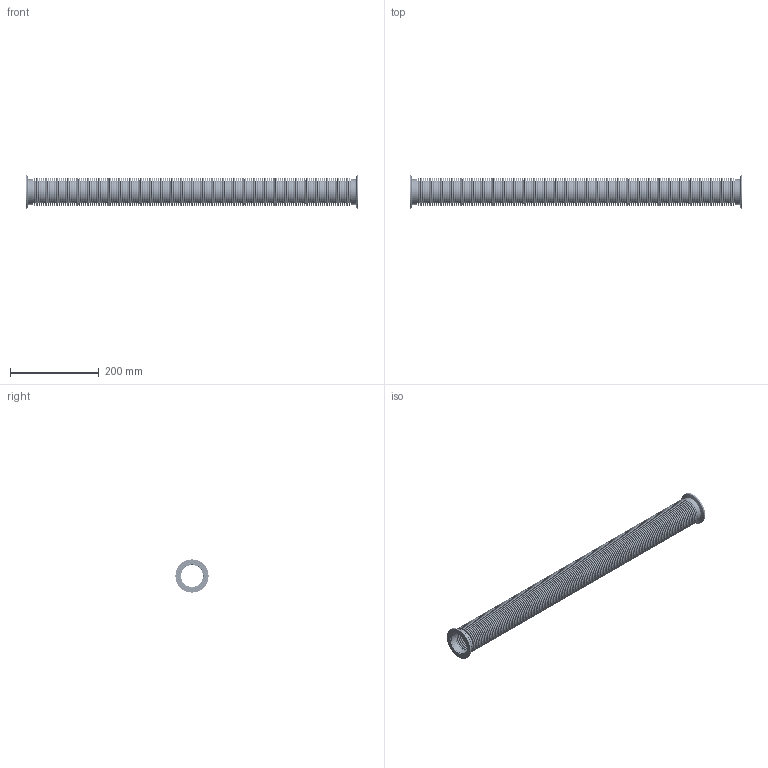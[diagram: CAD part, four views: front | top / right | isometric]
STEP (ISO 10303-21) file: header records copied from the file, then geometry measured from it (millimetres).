
FILE_DESCRIPTION (( 'STEP AP214' ), '1' );
FILE_NAME ('120SWN050-0750.stp', '2017-06-07T11:38:40', ( '' ), ( '' ), 'SwSTEP 2.0', 'SolidWorks 2015', '' );
FILE_SCHEMA (( 'AUTOMOTIVE_DESIGN' ));
Length unit declared in the file: millimetre
Products named in the file (1): 120SWN050-0750
Bounding box: 750 x 75 x 75 mm (x, y, z)
Volume: 113802.9 mm3; surface area: 829569 mm2
Topology: 3 solids, 3 shells, 4084 faces, 8170 edges, 4670 vertices
Faces by surface type: torus 2316, cylinder 1180, plane 584, cone 4
Entity records: 152348 total; most frequent: DIRECTION 23326, CARTESIAN_POINT 16925, ORIENTED_EDGE 16340, AXIS2_PLACEMENT_3D 11071, EDGE_CURVE 8170, CIRCLE 6986, VERTEX_POINT 4670, EDGE_LOOP 4668
